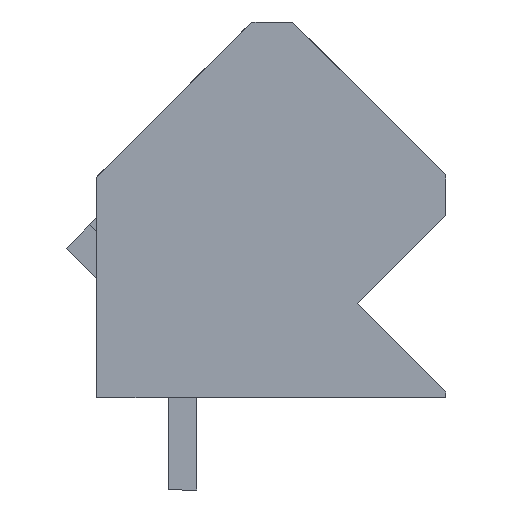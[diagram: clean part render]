
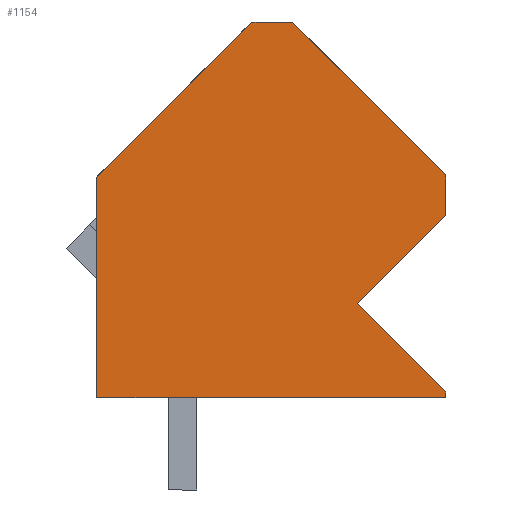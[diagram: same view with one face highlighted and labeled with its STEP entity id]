
A CAD part, left-side view. The second image highlights one B-rep face of the part: STEP entity #1154.
In plain terms, the highlighted planar face has unit normal (-1, 0, 0).
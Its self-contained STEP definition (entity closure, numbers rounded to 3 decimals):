
#1103=AXIS2_PLACEMENT_3D('Plane Axis2P3D',#1100,#1101,#1102) ;
#255=CARTESIAN_POINT('Vertex',(0.,5.303,16.228)) ;
#258=CARTESIAN_POINT('Line Origine',(0.,2.651,13.577)) ;
#262=CARTESIAN_POINT('Vertex',(0.,0.,10.925)) ;
#855=CARTESIAN_POINT('Vertex',(0.,12.092,10.853)) ;
#858=CARTESIAN_POINT('Line Origine',(0.,9.405,13.541)) ;
#862=CARTESIAN_POINT('Vertex',(0.,6.717,16.228)) ;
#1081=CARTESIAN_POINT('Line Origine',(0.,0.,10.218)) ;
#1085=CARTESIAN_POINT('Vertex',(0.,0.,9.511)) ;
#1100=CARTESIAN_POINT('Axis2P3D Location',(0.,13.152,0.)) ;
#1105=CARTESIAN_POINT('Line Origine',(0.,6.046,3.2)) ;
#1109=CARTESIAN_POINT('Vertex',(0.,12.092,3.2)) ;
#1111=CARTESIAN_POINT('Vertex',(0.,0.,3.2)) ;
#1114=CARTESIAN_POINT('Line Origine',(0.,0.,3.3)) ;
#1118=CARTESIAN_POINT('Vertex',(0.,0.,3.4)) ;
#1121=CARTESIAN_POINT('Line Origine',(0.,1.527,4.928)) ;
#1125=CARTESIAN_POINT('Vertex',(0.,3.055,6.455)) ;
#1128=CARTESIAN_POINT('Line Origine',(0.,1.527,7.983)) ;
#1133=CARTESIAN_POINT('Line Origine',(0.,6.01,16.228)) ;
#1138=CARTESIAN_POINT('Line Origine',(0.,12.092,7.027)) ;
#259=DIRECTION('Vector Direction',(0.,0.707,0.707)) ;
#859=DIRECTION('Vector Direction',(0.,0.707,-0.707)) ;
#1082=DIRECTION('Vector Direction',(0.,0.,1.)) ;
#1101=DIRECTION('Axis2P3D Direction',(-1.,0.,0.)) ;
#1102=DIRECTION('Axis2P3D XDirection',(0.,-1.,0.)) ;
#1106=DIRECTION('Vector Direction',(0.,-1.,0.)) ;
#1115=DIRECTION('Vector Direction',(0.,0.,1.)) ;
#1122=DIRECTION('Vector Direction',(0.,0.707,0.707)) ;
#1129=DIRECTION('Vector Direction',(0.,-0.707,0.707)) ;
#1134=DIRECTION('Vector Direction',(0.,1.,0.)) ;
#1139=DIRECTION('Vector Direction',(0.,0.,-1.)) ;
#260=VECTOR('Line Direction',#259,1.) ;
#860=VECTOR('Line Direction',#859,1.) ;
#1083=VECTOR('Line Direction',#1082,1.) ;
#1107=VECTOR('Line Direction',#1106,1.) ;
#1116=VECTOR('Line Direction',#1115,1.) ;
#1123=VECTOR('Line Direction',#1122,1.) ;
#1130=VECTOR('Line Direction',#1129,1.) ;
#1135=VECTOR('Line Direction',#1134,1.) ;
#1140=VECTOR('Line Direction',#1139,1.) ;
#1144=ORIENTED_EDGE('',*,*,#1113,.T.) ;
#1145=ORIENTED_EDGE('',*,*,#1120,.T.) ;
#1146=ORIENTED_EDGE('',*,*,#1127,.T.) ;
#1147=ORIENTED_EDGE('',*,*,#1132,.T.) ;
#1148=ORIENTED_EDGE('',*,*,#1087,.T.) ;
#1149=ORIENTED_EDGE('',*,*,#264,.T.) ;
#1150=ORIENTED_EDGE('',*,*,#1137,.T.) ;
#1151=ORIENTED_EDGE('',*,*,#864,.T.) ;
#1152=ORIENTED_EDGE('',*,*,#1142,.T.) ;
#1154=ADVANCED_FACE('HOUSING',(#1153),#1104,.T.) ;
#264=EDGE_CURVE('',#263,#256,#261,.T.) ;
#864=EDGE_CURVE('',#863,#856,#861,.T.) ;
#1087=EDGE_CURVE('',#1086,#263,#1084,.T.) ;
#1113=EDGE_CURVE('',#1110,#1112,#1108,.T.) ;
#1120=EDGE_CURVE('',#1112,#1119,#1117,.T.) ;
#1127=EDGE_CURVE('',#1119,#1126,#1124,.T.) ;
#1132=EDGE_CURVE('',#1126,#1086,#1131,.T.) ;
#1137=EDGE_CURVE('',#256,#863,#1136,.T.) ;
#1142=EDGE_CURVE('',#856,#1110,#1141,.T.) ;
#1143=EDGE_LOOP('',(#1144,#1145,#1146,#1147,#1148,#1149,#1150,#1151,#1152)) ;
#1153=FACE_OUTER_BOUND('',#1143,.T.) ;
#261=LINE('Line',#258,#260) ;
#861=LINE('Line',#858,#860) ;
#1084=LINE('Line',#1081,#1083) ;
#1108=LINE('Line',#1105,#1107) ;
#1117=LINE('Line',#1114,#1116) ;
#1124=LINE('Line',#1121,#1123) ;
#1131=LINE('Line',#1128,#1130) ;
#1136=LINE('Line',#1133,#1135) ;
#1141=LINE('Line',#1138,#1140) ;
#1104=PLANE('',#1103) ;
#256=VERTEX_POINT('',#255) ;
#263=VERTEX_POINT('',#262) ;
#856=VERTEX_POINT('',#855) ;
#863=VERTEX_POINT('',#862) ;
#1086=VERTEX_POINT('',#1085) ;
#1110=VERTEX_POINT('',#1109) ;
#1112=VERTEX_POINT('',#1111) ;
#1119=VERTEX_POINT('',#1118) ;
#1126=VERTEX_POINT('',#1125) ;
